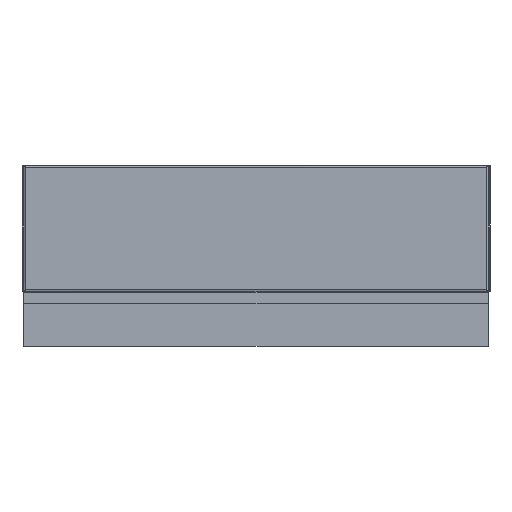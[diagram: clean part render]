
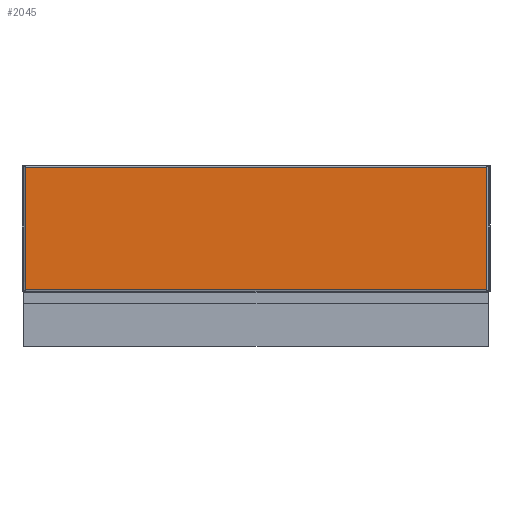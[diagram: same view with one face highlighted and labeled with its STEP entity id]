
A CAD part, top view. The second image highlights one B-rep face of the part: STEP entity #2045.
In plain terms, the highlighted planar face has unit normal (0, 0, 1).
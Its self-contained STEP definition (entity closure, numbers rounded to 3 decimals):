
#225 = CARTESIAN_POINT ( 'NONE',  ( 373.5, -100.093, 0. ) ) ;
#251 = VERTEX_POINT ( 'NONE', #3175 ) ;
#308 = VERTEX_POINT ( 'NONE', #1067 ) ;
#357 = ORIENTED_EDGE ( 'NONE', *, *, #2415, .T. ) ;
#692 = DIRECTION ( 'NONE',  ( -1., 0., 0. ) ) ;
#887 = CARTESIAN_POINT ( 'NONE',  ( 0., 0., 0. ) ) ;
#1065 = VERTEX_POINT ( 'NONE', #2135 ) ;
#1067 = CARTESIAN_POINT ( 'NONE',  ( 373.5, -99.5, 0. ) ) ;
#1318 = DIRECTION ( 'NONE',  ( 1., 0., 0. ) ) ;
#1353 = VERTEX_POINT ( 'NONE', #3716 ) ;
#1472 = DIRECTION ( 'NONE',  ( 0., -1., 0. ) ) ;
#1822 = VECTOR ( 'NONE', #1472, 1000. ) ;
#1934 = ORIENTED_EDGE ( 'NONE', *, *, #3517, .T. ) ;
#2045 = ADVANCED_FACE ( 'NONE', ( #4854 ), #3532, .T. ) ;
#2135 = CARTESIAN_POINT ( 'NONE',  ( -373.5, -99.5, 0. ) ) ;
#2415 = EDGE_CURVE ( 'NONE', #1065, #308, #3948, .T. ) ;
#2508 = LINE ( 'NONE', #225, #4133 ) ;
#2832 = VECTOR ( 'NONE', #5169, 1000. ) ;
#3138 = CARTESIAN_POINT ( 'NONE',  ( -373.5, 100.093, 0. ) ) ;
#3175 = CARTESIAN_POINT ( 'NONE',  ( 373.5, 99.5, 0. ) ) ;
#3396 = CARTESIAN_POINT ( 'NONE',  ( -374.093, -99.5, 0. ) ) ;
#3450 = EDGE_CURVE ( 'NONE', #308, #251, #2508, .T. ) ;
#3517 = EDGE_CURVE ( 'NONE', #251, #1353, #5575, .T. ) ;
#3532 = PLANE ( 'NONE',  #5535 ) ;
#3716 = CARTESIAN_POINT ( 'NONE',  ( -373.5, 99.5, 0. ) ) ;
#3754 = ORIENTED_EDGE ( 'NONE', *, *, #5554, .T. ) ;
#3948 = LINE ( 'NONE', #3396, #2832 ) ;
#4133 = VECTOR ( 'NONE', #4749, 1000. ) ;
#4214 = EDGE_LOOP ( 'NONE', ( #1934, #3754, #357, #5123 ) ) ;
#4591 = VECTOR ( 'NONE', #692, 1000. ) ;
#4749 = DIRECTION ( 'NONE',  ( 0., 1., 0. ) ) ;
#4854 = FACE_OUTER_BOUND ( 'NONE', #4214, .T. ) ;
#4977 = LINE ( 'NONE', #3138, #1822 ) ;
#5123 = ORIENTED_EDGE ( 'NONE', *, *, #3450, .T. ) ;
#5169 = DIRECTION ( 'NONE',  ( 1., 0., 0. ) ) ;
#5535 = AXIS2_PLACEMENT_3D ( 'NONE', #887, #5777, #1318 ) ;
#5549 = CARTESIAN_POINT ( 'NONE',  ( 374.093, 99.5, 0. ) ) ;
#5554 = EDGE_CURVE ( 'NONE', #1353, #1065, #4977, .T. ) ;
#5575 = LINE ( 'NONE', #5549, #4591 ) ;
#5777 = DIRECTION ( 'NONE',  ( 0., 0., 1. ) ) ;
